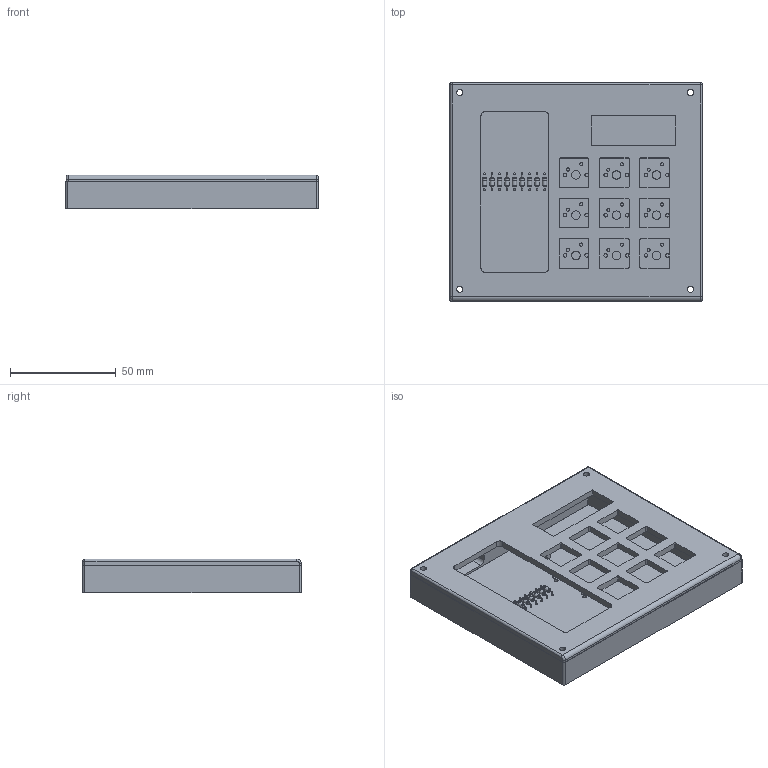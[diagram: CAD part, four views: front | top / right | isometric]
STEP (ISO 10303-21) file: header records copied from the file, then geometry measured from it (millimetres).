
FILE_DESCRIPTION(('HOOPS Exchange Step'),'2;1');
FILE_NAME('temp_export','2024-10-20T13:34:33+03:00',('subhi'),('Shapr3D Limited'),'HOOPS Exchange 2024.2','Shapr3D','Authorized');
FILE_SCHEMA( ('AP242_MANAGED_MODEL_BASED_3D_ENGINEERING_MIM_LF {1 0 10303 442 1 1 4 }') );
Length unit declared in the file: millimetre
Products named in the file (25): D_DO-35_SOD27_P7.62mm_Horizontal; PinHeader_1x04_P254mm_Vertical; PinHeader_1x04_P2.54mm_Vertical; hackpad_PCB; hackpad.step; temp_import; Folder 01; root
Assembly tree (24 placements, depth 4):
  root
    hackpad.step
      D_DO-35_SOD27_P7.62mm_Horizontal
        D_DO-35_SOD27_P7.62mm_Horizontal
      D_DO-35_SOD27_P7.62mm_Horizontal
        D_DO-35_SOD27_P7.62mm_Horizontal
      D_DO-35_SOD27_P7.62mm_Horizontal
        D_DO-35_SOD27_P7.62mm_Horizontal
      D_DO-35_SOD27_P7.62mm_Horizontal
        D_DO-35_SOD27_P7.62mm_Horizontal
      D_DO-35_SOD27_P7.62mm_Horizontal
        D_DO-35_SOD27_P7.62mm_Horizontal
      D_DO-35_SOD27_P7.62mm_Horizontal
        D_DO-35_SOD27_P7.62mm_Horizontal
      PinHeader_1x04_P2.54mm_Vertical
        PinHeader_1x04_P254mm_Vertical
      D_DO-35_SOD27_P7.62mm_Horizontal
        D_DO-35_SOD27_P7.62mm_Horizontal
      D_DO-35_SOD27_P7.62mm_Horizontal
        D_DO-35_SOD27_P7.62mm_Horizontal
      D_DO-35_SOD27_P7.62mm_Horizontal
        D_DO-35_SOD27_P7.62mm_Horizontal
      hackpad_PCB
    temp_import
    Folder 01
Bounding box: 119.5 x 103.5 x 16 mm (x, y, z)
Volume: 111413 mm3; surface area: 73752.8 mm2
Topology: 23 solids, 23 shells, 455 faces, 1322 edges, 937 vertices
Faces by surface type: plane 230, cylinder 185, torus 38, sphere 2
Full cylindrical faces by diameter (mm): 0.5 x27, 0.8 x18, 1 x4, 1.5 x18, 1.7 x18, 2 x18, 2.02 x9, 2.9 x8, 4 x9
Entity records: 16680 total; most frequent: DIRECTION 3023, CARTESIAN_POINT 2762, ORIENTED_EDGE 2640, EDGE_CURVE 1320, AXIS2_PLACEMENT_3D 1198, VERTEX_POINT 937, CIRCLE 693, EDGE_LOOP 657
